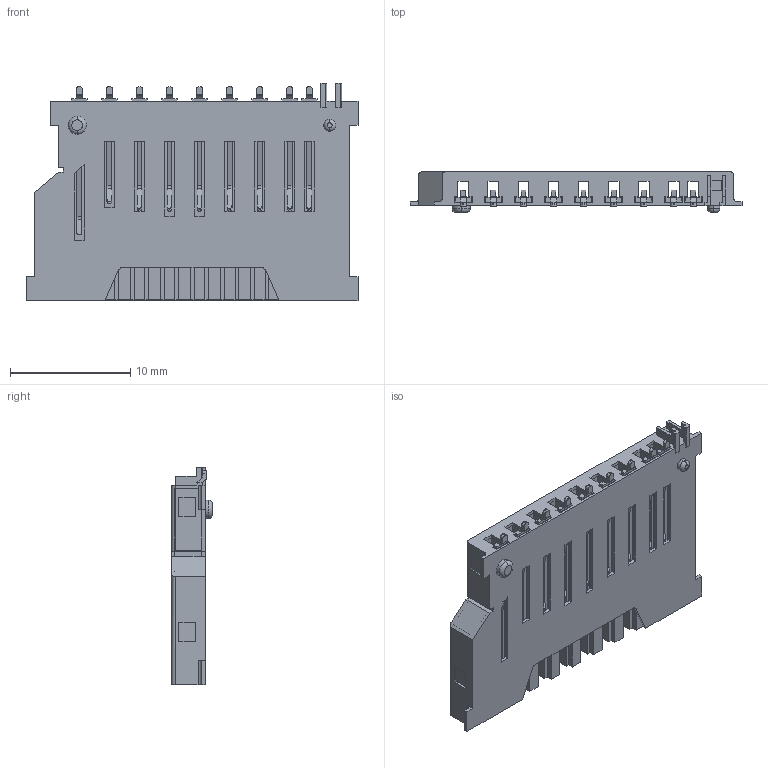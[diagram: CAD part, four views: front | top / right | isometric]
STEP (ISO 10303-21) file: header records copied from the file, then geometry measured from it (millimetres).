
FILE_DESCRIPTION (( 'STEP AP214' ), '1' );
FILE_NAME ('GMC020080HR--1.STEP', '2022-05-19T14:00:30', ( '' ), ( '' ), 'SwSTEP 2.0', 'SolidWorks 2016', '' );
FILE_SCHEMA (( 'AUTOMOTIVE_DESIGN' ));
Length unit declared in the file: millimetre
Products named in the file (1): GMC020080HR--1
Bounding box: 27.6 x 3.4 x 18.1 mm (x, y, z)
Volume: 857.1 mm3; surface area: 3364.3 mm2
Topology: 20 solids, 20 shells, 645 faces, 1787 edges, 1170 vertices
Faces by surface type: plane 533, cylinder 102, torus 6, bspline 4
Entity records: 22327 total; most frequent: CARTESIAN_POINT 3813, ORIENTED_EDGE 3568, DIRECTION 3191, EDGE_CURVE 1784, LINE 1559, VECTOR 1559, VERTEX_POINT 1170, AXIS2_PLACEMENT_3D 816
